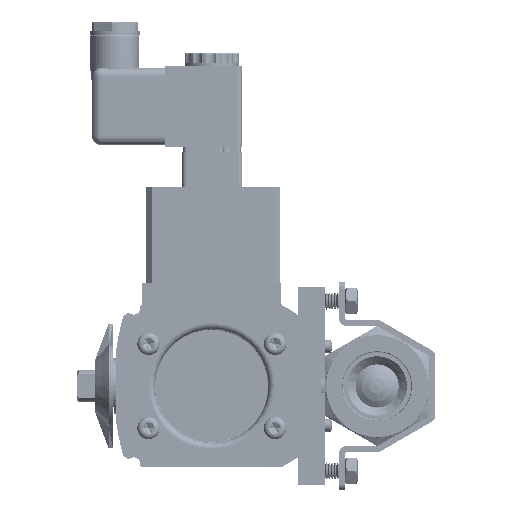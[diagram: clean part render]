
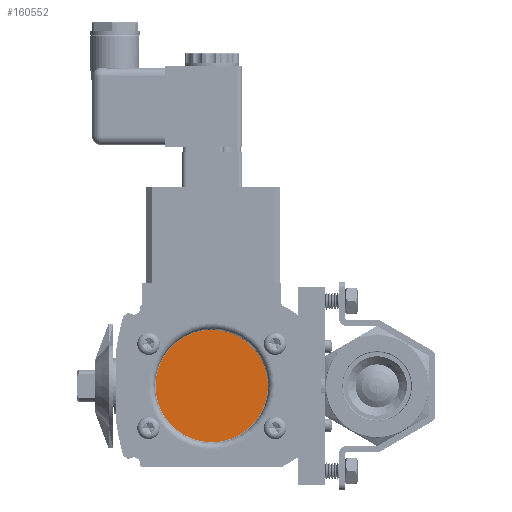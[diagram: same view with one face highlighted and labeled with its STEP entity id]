
A CAD part, left-side view. The second image highlights one B-rep face of the part: STEP entity #160552.
In plain terms, the highlighted planar face has unit normal (-1, 0, 0).
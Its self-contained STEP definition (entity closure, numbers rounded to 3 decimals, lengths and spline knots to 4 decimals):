
#6319 = CIRCLE ( 'NONE', #91616, 0.8105 ) ;
#10527 = EDGE_CURVE ( 'NONE', #177946, #146789, #6319, .T. ) ;
#13192 = DIRECTION ( 'NONE',  ( -1., 0., 0. ) ) ;
#27465 = CARTESIAN_POINT ( 'NONE',  ( -1.4975, 2.386, 0. ) ) ;
#29306 = PLANE ( 'NONE',  #55340 ) ;
#29639 = EDGE_CURVE ( 'NONE', #146789, #177946, #113954, .T. ) ;
#42088 = DIRECTION ( 'NONE',  ( 0., 0., 1. ) ) ;
#47100 = ORIENTED_EDGE ( 'NONE', *, *, #10527, .T. ) ;
#55340 = AXIS2_PLACEMENT_3D ( 'NONE', #101737, #160132, #73180 ) ;
#60342 = CARTESIAN_POINT ( 'NONE',  ( -1.4975, 2.386, 0.8105 ) ) ;
#73180 = DIRECTION ( 'NONE',  ( 0., 0., 1. ) ) ;
#91616 = AXIS2_PLACEMENT_3D ( 'NONE', #27465, #129047, #42088 ) ;
#100222 = CARTESIAN_POINT ( 'NONE',  ( -1.4975, 2.386, 0. ) ) ;
#101737 = CARTESIAN_POINT ( 'NONE',  ( -1.4975, 2.386, 0. ) ) ;
#113954 = CIRCLE ( 'NONE', #168506, 0.8105 ) ;
#114822 = DIRECTION ( 'NONE',  ( 0., 0., 1. ) ) ;
#129047 = DIRECTION ( 'NONE',  ( -1., 0., 0. ) ) ;
#133148 = ORIENTED_EDGE ( 'NONE', *, *, #29639, .T. ) ;
#139177 = EDGE_LOOP ( 'NONE', ( #133148, #47100 ) ) ;
#146789 = VERTEX_POINT ( 'NONE', #179564 ) ;
#160132 = DIRECTION ( 'NONE',  ( -1., 0., 0. ) ) ;
#160552 = ADVANCED_FACE ( 'NONE', ( #172708 ), #29306, .T. ) ;
#168506 = AXIS2_PLACEMENT_3D ( 'NONE', #100222, #13192, #114822 ) ;
#172708 = FACE_OUTER_BOUND ( 'NONE', #139177, .T. ) ;
#177946 = VERTEX_POINT ( 'NONE', #60342 ) ;
#179564 = CARTESIAN_POINT ( 'NONE',  ( -1.4975, 2.386, -0.8105 ) ) ;
